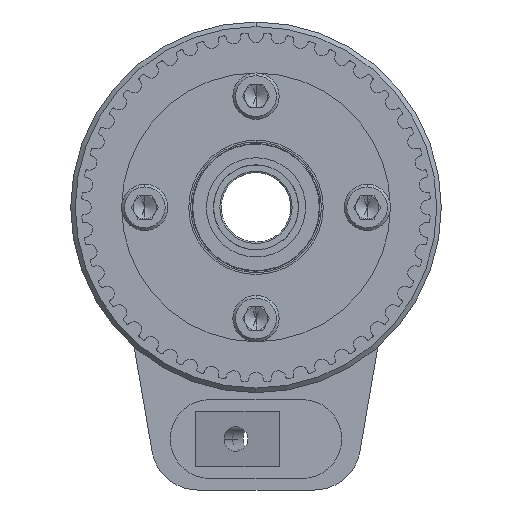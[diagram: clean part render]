
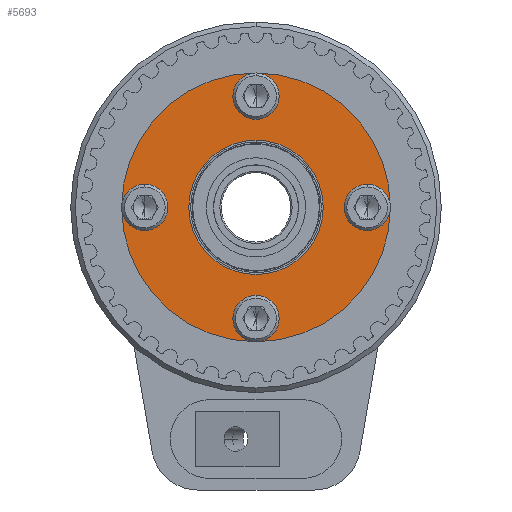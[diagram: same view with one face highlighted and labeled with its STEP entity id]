
A CAD part, front view. The second image highlights one B-rep face of the part: STEP entity #5693.
In plain terms, the highlighted planar face has unit normal (0, -1, 0).
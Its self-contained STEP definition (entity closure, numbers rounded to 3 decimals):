
#85 = ORIENTED_EDGE ( 'NONE', *, *, #6332, .T. ) ;
#386 = VERTEX_POINT ( 'NONE', #18241 ) ;
#535 = ORIENTED_EDGE ( 'NONE', *, *, #18189, .T. ) ;
#603 = CARTESIAN_POINT ( 'NONE',  ( 0., 0., -24. ) ) ;
#694 = EDGE_LOOP ( 'NONE', ( #18474, #1492 ) ) ;
#745 = AXIS2_PLACEMENT_3D ( 'NONE', #6191, #1130, #7704 ) ;
#808 = CARTESIAN_POINT ( 'NONE',  ( -24., 0., 0. ) ) ;
#1130 = DIRECTION ( 'NONE',  ( 0., 1., 0. ) ) ;
#1149 = EDGE_CURVE ( 'NONE', #5966, #12376, #19793, .T. ) ;
#1161 = CARTESIAN_POINT ( 'NONE',  ( 24., 0., 0. ) ) ;
#1222 = CIRCLE ( 'NONE', #15153, 29. ) ;
#1230 = CARTESIAN_POINT ( 'NONE',  ( 0., 0., 0. ) ) ;
#1400 = CARTESIAN_POINT ( 'NONE',  ( 0., 0., 0. ) ) ;
#1492 = ORIENTED_EDGE ( 'NONE', *, *, #5722, .T. ) ;
#1545 = CIRCLE ( 'NONE', #9314, 3. ) ;
#1720 = CARTESIAN_POINT ( 'NONE',  ( 0., 0., -29. ) ) ;
#2296 = EDGE_LOOP ( 'NONE', ( #19234, #6682 ) ) ;
#2413 = AXIS2_PLACEMENT_3D ( 'NONE', #808, #2417, #8609 ) ;
#2417 = DIRECTION ( 'NONE',  ( 0., 1., 0. ) ) ;
#2521 = VERTEX_POINT ( 'NONE', #6299 ) ;
#2693 = CIRCLE ( 'NONE', #745, 14.5 ) ;
#2752 = CIRCLE ( 'NONE', #2413, 3. ) ;
#3486 = CARTESIAN_POINT ( 'NONE',  ( -24., 0., 3. ) ) ;
#3511 = CARTESIAN_POINT ( 'NONE',  ( 24., 0., 0. ) ) ;
#4066 = FACE_BOUND ( 'NONE', #694, .T. ) ;
#4542 = DIRECTION ( 'NONE',  ( 0., 1., 0. ) ) ;
#5010 = AXIS2_PLACEMENT_3D ( 'NONE', #16755, #15429, #7603 ) ;
#5222 = EDGE_CURVE ( 'NONE', #10432, #11992, #17600, .T. ) ;
#5449 = AXIS2_PLACEMENT_3D ( 'NONE', #13274, #19492, #14223 ) ;
#5527 = CARTESIAN_POINT ( 'NONE',  ( 0., 0., 29. ) ) ;
#5547 = CARTESIAN_POINT ( 'NONE',  ( 24., 0., 3. ) ) ;
#5693 = ADVANCED_FACE ( 'NONE', ( #7123, #8522, #8737, #17986, #14625, #4066 ), #14931, .F. ) ;
#5706 = DIRECTION ( 'NONE',  ( 0., 0., 1. ) ) ;
#5722 = EDGE_CURVE ( 'NONE', #14814, #12034, #2693, .T. ) ;
#5966 = VERTEX_POINT ( 'NONE', #1720 ) ;
#6012 = EDGE_CURVE ( 'NONE', #9271, #386, #15955, .T. ) ;
#6191 = CARTESIAN_POINT ( 'NONE',  ( 0., 0., 0. ) ) ;
#6267 = DIRECTION ( 'NONE',  ( 0., 1., 0. ) ) ;
#6299 = CARTESIAN_POINT ( 'NONE',  ( 0., 0., 27. ) ) ;
#6332 = EDGE_CURVE ( 'NONE', #386, #9271, #10220, .T. ) ;
#6431 = CIRCLE ( 'NONE', #5449, 14.5 ) ;
#6648 = ORIENTED_EDGE ( 'NONE', *, *, #11587, .T. ) ;
#6682 = ORIENTED_EDGE ( 'NONE', *, *, #5222, .T. ) ;
#7009 = EDGE_LOOP ( 'NONE', ( #20086, #6648 ) ) ;
#7123 = FACE_BOUND ( 'NONE', #13178, .T. ) ;
#7509 = DIRECTION ( 'NONE',  ( 0., 1., 0. ) ) ;
#7603 = DIRECTION ( 'NONE',  ( 0., 0., 1. ) ) ;
#7614 = AXIS2_PLACEMENT_3D ( 'NONE', #18464, #4542, #10720 ) ;
#7704 = DIRECTION ( 'NONE',  ( 0., 0., 1. ) ) ;
#7749 = DIRECTION ( 'NONE',  ( 0., 1., 0. ) ) ;
#8522 = FACE_BOUND ( 'NONE', #2296, .T. ) ;
#8569 = CIRCLE ( 'NONE', #5010, 3. ) ;
#8609 = DIRECTION ( 'NONE',  ( 0., 0., 1. ) ) ;
#8737 = FACE_BOUND ( 'NONE', #7009, .T. ) ;
#9230 = CIRCLE ( 'NONE', #7614, 3. ) ;
#9271 = VERTEX_POINT ( 'NONE', #17573 ) ;
#9314 = AXIS2_PLACEMENT_3D ( 'NONE', #17795, #17700, #5706 ) ;
#9388 = AXIS2_PLACEMENT_3D ( 'NONE', #1400, #6267, #14080 ) ;
#9706 = DIRECTION ( 'NONE',  ( 0., 0., 1. ) ) ;
#9891 = ORIENTED_EDGE ( 'NONE', *, *, #18544, .T. ) ;
#10220 = CIRCLE ( 'NONE', #19642, 3. ) ;
#10432 = VERTEX_POINT ( 'NONE', #13120 ) ;
#10563 = ORIENTED_EDGE ( 'NONE', *, *, #1149, .F. ) ;
#10720 = DIRECTION ( 'NONE',  ( 0., 0., 1. ) ) ;
#10856 = EDGE_CURVE ( 'NONE', #12034, #14814, #6431, .T. ) ;
#11340 = EDGE_CURVE ( 'NONE', #12376, #5966, #1222, .T. ) ;
#11428 = AXIS2_PLACEMENT_3D ( 'NONE', #1230, #7509, #12071 ) ;
#11587 = EDGE_CURVE ( 'NONE', #15622, #2521, #1545, .T. ) ;
#11659 = EDGE_LOOP ( 'NONE', ( #535, #9891 ) ) ;
#11992 = VERTEX_POINT ( 'NONE', #5547 ) ;
#12007 = ORIENTED_EDGE ( 'NONE', *, *, #6012, .T. ) ;
#12034 = VERTEX_POINT ( 'NONE', #16613 ) ;
#12071 = DIRECTION ( 'NONE',  ( 0., 0., 1. ) ) ;
#12318 = DIRECTION ( 'NONE',  ( 0., 0., 1. ) ) ;
#12376 = VERTEX_POINT ( 'NONE', #5527 ) ;
#12607 = VERTEX_POINT ( 'NONE', #18430 ) ;
#12653 = CARTESIAN_POINT ( 'NONE',  ( 0., 0., -24. ) ) ;
#12744 = DIRECTION ( 'NONE',  ( 0., 1., 0. ) ) ;
#12797 = CIRCLE ( 'NONE', #16980, 3. ) ;
#12912 = EDGE_LOOP ( 'NONE', ( #10563, #14185 ) ) ;
#13120 = CARTESIAN_POINT ( 'NONE',  ( 24., 0., -3. ) ) ;
#13178 = EDGE_LOOP ( 'NONE', ( #85, #12007 ) ) ;
#13274 = CARTESIAN_POINT ( 'NONE',  ( 0., 0., 0. ) ) ;
#13671 = AXIS2_PLACEMENT_3D ( 'NONE', #603, #14499, #16231 ) ;
#13839 = CARTESIAN_POINT ( 'NONE',  ( 0., 0., 0. ) ) ;
#14080 = DIRECTION ( 'NONE',  ( 0., 0., 1. ) ) ;
#14185 = ORIENTED_EDGE ( 'NONE', *, *, #11340, .F. ) ;
#14223 = DIRECTION ( 'NONE',  ( 0., 0., 1. ) ) ;
#14341 = AXIS2_PLACEMENT_3D ( 'NONE', #1161, #16483, #14855 ) ;
#14499 = DIRECTION ( 'NONE',  ( 0., 1., 0. ) ) ;
#14618 = EDGE_CURVE ( 'NONE', #2521, #15622, #8569, .T. ) ;
#14625 = FACE_OUTER_BOUND ( 'NONE', #12912, .T. ) ;
#14814 = VERTEX_POINT ( 'NONE', #15731 ) ;
#14855 = DIRECTION ( 'NONE',  ( 0., 0., 1. ) ) ;
#14931 = PLANE ( 'NONE',  #11428 ) ;
#15153 = AXIS2_PLACEMENT_3D ( 'NONE', #13839, #7749, #12318 ) ;
#15429 = DIRECTION ( 'NONE',  ( 0., 1., 0. ) ) ;
#15622 = VERTEX_POINT ( 'NONE', #17328 ) ;
#15731 = CARTESIAN_POINT ( 'NONE',  ( 0., 0., 14.5 ) ) ;
#15955 = CIRCLE ( 'NONE', #13671, 3. ) ;
#16231 = DIRECTION ( 'NONE',  ( 0., 0., 1. ) ) ;
#16483 = DIRECTION ( 'NONE',  ( 0., 1., 0. ) ) ;
#16613 = CARTESIAN_POINT ( 'NONE',  ( 0., 0., -14.5 ) ) ;
#16755 = CARTESIAN_POINT ( 'NONE',  ( 0., 0., 24. ) ) ;
#16980 = AXIS2_PLACEMENT_3D ( 'NONE', #3511, #12744, #9706 ) ;
#17201 = VERTEX_POINT ( 'NONE', #3486 ) ;
#17232 = DIRECTION ( 'NONE',  ( 0., 1., 0. ) ) ;
#17328 = CARTESIAN_POINT ( 'NONE',  ( 0., 0., 21. ) ) ;
#17573 = CARTESIAN_POINT ( 'NONE',  ( 0., 0., -27. ) ) ;
#17600 = CIRCLE ( 'NONE', #14341, 3. ) ;
#17700 = DIRECTION ( 'NONE',  ( 0., 1., 0. ) ) ;
#17795 = CARTESIAN_POINT ( 'NONE',  ( 0., 0., 24. ) ) ;
#17986 = FACE_BOUND ( 'NONE', #11659, .T. ) ;
#18189 = EDGE_CURVE ( 'NONE', #17201, #12607, #2752, .T. ) ;
#18241 = CARTESIAN_POINT ( 'NONE',  ( 0., 0., -21. ) ) ;
#18430 = CARTESIAN_POINT ( 'NONE',  ( -24., 0., -3. ) ) ;
#18464 = CARTESIAN_POINT ( 'NONE',  ( -24., 0., 0. ) ) ;
#18474 = ORIENTED_EDGE ( 'NONE', *, *, #10856, .T. ) ;
#18544 = EDGE_CURVE ( 'NONE', #12607, #17201, #9230, .T. ) ;
#18579 = EDGE_CURVE ( 'NONE', #11992, #10432, #12797, .T. ) ;
#18865 = DIRECTION ( 'NONE',  ( 0., 0., 1. ) ) ;
#19234 = ORIENTED_EDGE ( 'NONE', *, *, #18579, .T. ) ;
#19492 = DIRECTION ( 'NONE',  ( 0., 1., 0. ) ) ;
#19642 = AXIS2_PLACEMENT_3D ( 'NONE', #12653, #17232, #18865 ) ;
#19793 = CIRCLE ( 'NONE', #9388, 29. ) ;
#20086 = ORIENTED_EDGE ( 'NONE', *, *, #14618, .T. ) ;
